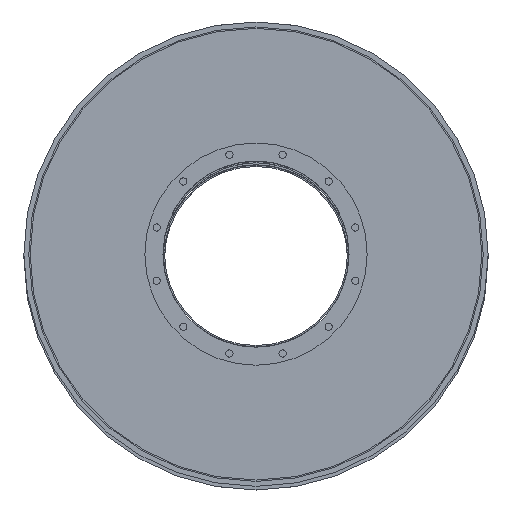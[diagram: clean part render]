
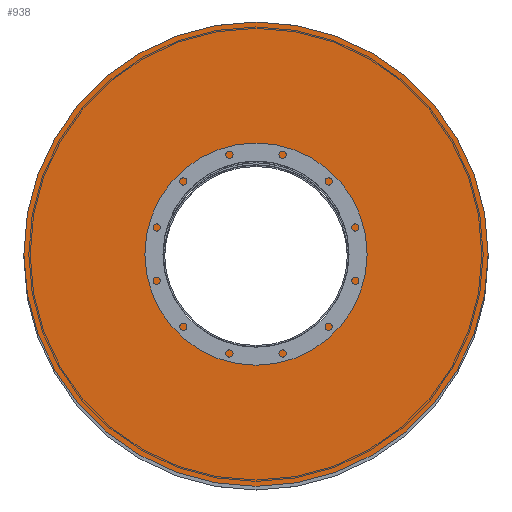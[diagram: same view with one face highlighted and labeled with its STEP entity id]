
A CAD part, top view. The second image highlights one B-rep face of the part: STEP entity #938.
In plain terms, the highlighted planar face has unit normal (0, 0, 1).
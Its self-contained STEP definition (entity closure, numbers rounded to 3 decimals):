
#46=PLANE('',#1085);
#150=FACE_BOUND('',#373,.T.);
#214=FACE_OUTER_BOUND('',#372,.T.);
#372=EDGE_LOOP('',(#812));
#373=EDGE_LOOP('',(#813));
#476=CIRCLE('',#1080,280.5);
#478=CIRCLE('',#1083,700.);
#564=VERTEX_POINT('',#1607);
#566=VERTEX_POINT('',#1612);
#652=EDGE_CURVE('',#564,#564,#476,.T.);
#654=EDGE_CURVE('',#566,#566,#478,.T.);
#812=ORIENTED_EDGE('',*,*,#654,.F.);
#813=ORIENTED_EDGE('',*,*,#652,.T.);
#938=ADVANCED_FACE('',(#214,#150),#46,.F.);
#1080=AXIS2_PLACEMENT_3D('',#1608,#1347,#1348);
#1083=AXIS2_PLACEMENT_3D('',#1613,#1353,#1354);
#1085=AXIS2_PLACEMENT_3D('',#1616,#1357,#1358);
#1347=DIRECTION('center_axis',(0.,0.,-1.));
#1348=DIRECTION('ref_axis',(-1.,0.,0.));
#1353=DIRECTION('center_axis',(0.,0.,-1.));
#1354=DIRECTION('ref_axis',(-1.,0.,0.));
#1357=DIRECTION('center_axis',(0.,0.,-1.));
#1358=DIRECTION('ref_axis',(-1.,0.,0.));
#1607=CARTESIAN_POINT('',(280.5,0.,6310.));
#1608=CARTESIAN_POINT('Origin',(0.,0.,6310.));
#1612=CARTESIAN_POINT('',(700.,0.,6310.));
#1613=CARTESIAN_POINT('Origin',(0.,0.,6310.));
#1616=CARTESIAN_POINT('Origin',(0.,0.,6310.));
